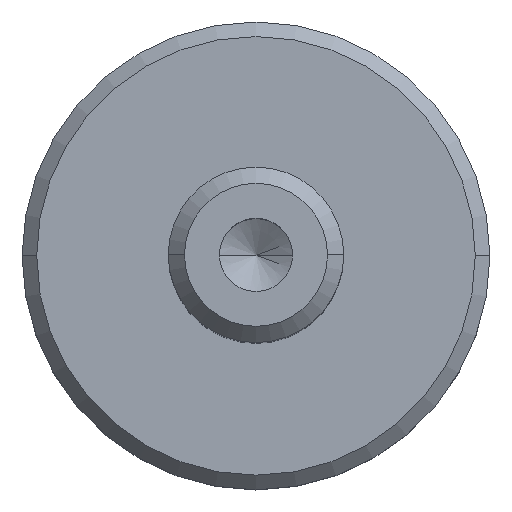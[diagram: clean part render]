
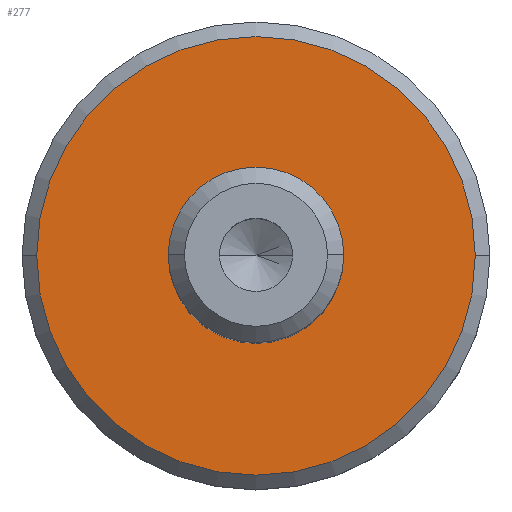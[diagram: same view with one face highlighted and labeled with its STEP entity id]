
A CAD part, top view. The second image highlights one B-rep face of the part: STEP entity #277.
In plain terms, the highlighted planar face has unit normal (0, 0, 1).
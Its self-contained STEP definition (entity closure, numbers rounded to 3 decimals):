
#5 = ORIENTED_EDGE ( 'NONE', *, *, #409, .T. ) ;
#10 = DIRECTION ( 'NONE',  ( -1., 0., 0. ) ) ;
#33 = VERTEX_POINT ( 'NONE', #131 ) ;
#37 = DIRECTION ( 'NONE',  ( 0., 0., 1. ) ) ;
#46 = CIRCLE ( 'NONE', #300, 7.5 ) ;
#59 = VERTEX_POINT ( 'NONE', #509 ) ;
#124 = FACE_BOUND ( 'NONE', #464, .T. ) ;
#125 = ORIENTED_EDGE ( 'NONE', *, *, #563, .T. ) ;
#128 = CIRCLE ( 'NONE', #136, 7.5 ) ;
#130 = DIRECTION ( 'NONE',  ( 0., 0., -1. ) ) ;
#131 = CARTESIAN_POINT ( 'NONE',  ( 7.5, 0., 4.84 ) ) ;
#136 = AXIS2_PLACEMENT_3D ( 'NONE', #499, #37, #712 ) ;
#159 = DIRECTION ( 'NONE',  ( 0., 0., 1. ) ) ;
#170 = ORIENTED_EDGE ( 'NONE', *, *, #422, .T. ) ;
#187 = PLANE ( 'NONE',  #604 ) ;
#240 = DIRECTION ( 'NONE',  ( -1., 0., 0. ) ) ;
#250 = CARTESIAN_POINT ( 'NONE',  ( 0., 0., 4.84 ) ) ;
#277 = ADVANCED_FACE ( 'NONE', ( #583, #124 ), #187, .F. ) ;
#300 = AXIS2_PLACEMENT_3D ( 'NONE', #724, #159, #438 ) ;
#328 = DIRECTION ( 'NONE',  ( -1., 0., 0. ) ) ;
#377 = CARTESIAN_POINT ( 'NONE',  ( -7.5, 0., 4.84 ) ) ;
#409 = EDGE_CURVE ( 'NONE', #59, #463, #427, .T. ) ;
#422 = EDGE_CURVE ( 'NONE', #702, #33, #128, .T. ) ;
#427 = CIRCLE ( 'NONE', #575, 2.85 ) ;
#438 = DIRECTION ( 'NONE',  ( -1., 0., 0. ) ) ;
#439 = CARTESIAN_POINT ( 'NONE',  ( -2.85, 0., 4.84 ) ) ;
#458 = CIRCLE ( 'NONE', #532, 2.85 ) ;
#463 = VERTEX_POINT ( 'NONE', #439 ) ;
#464 = EDGE_LOOP ( 'NONE', ( #125, #5 ) ) ;
#499 = CARTESIAN_POINT ( 'NONE',  ( 0., 0., 4.84 ) ) ;
#509 = CARTESIAN_POINT ( 'NONE',  ( 2.85, 0., 4.84 ) ) ;
#526 = DIRECTION ( 'NONE',  ( 0., 0., -1. ) ) ;
#532 = AXIS2_PLACEMENT_3D ( 'NONE', #250, #130, #240 ) ;
#536 = ORIENTED_EDGE ( 'NONE', *, *, #614, .T. ) ;
#554 = CARTESIAN_POINT ( 'NONE',  ( 0., 0., 4.84 ) ) ;
#563 = EDGE_CURVE ( 'NONE', #463, #59, #458, .T. ) ;
#566 = DIRECTION ( 'NONE',  ( 0., 0., -1. ) ) ;
#575 = AXIS2_PLACEMENT_3D ( 'NONE', #554, #566, #328 ) ;
#583 = FACE_OUTER_BOUND ( 'NONE', #637, .T. ) ;
#604 = AXIS2_PLACEMENT_3D ( 'NONE', #632, #526, #10 ) ;
#614 = EDGE_CURVE ( 'NONE', #33, #702, #46, .T. ) ;
#632 = CARTESIAN_POINT ( 'NONE',  ( 2.85, 0., 4.84 ) ) ;
#637 = EDGE_LOOP ( 'NONE', ( #170, #536 ) ) ;
#702 = VERTEX_POINT ( 'NONE', #377 ) ;
#712 = DIRECTION ( 'NONE',  ( -1., 0., 0. ) ) ;
#724 = CARTESIAN_POINT ( 'NONE',  ( 0., 0., 4.84 ) ) ;
